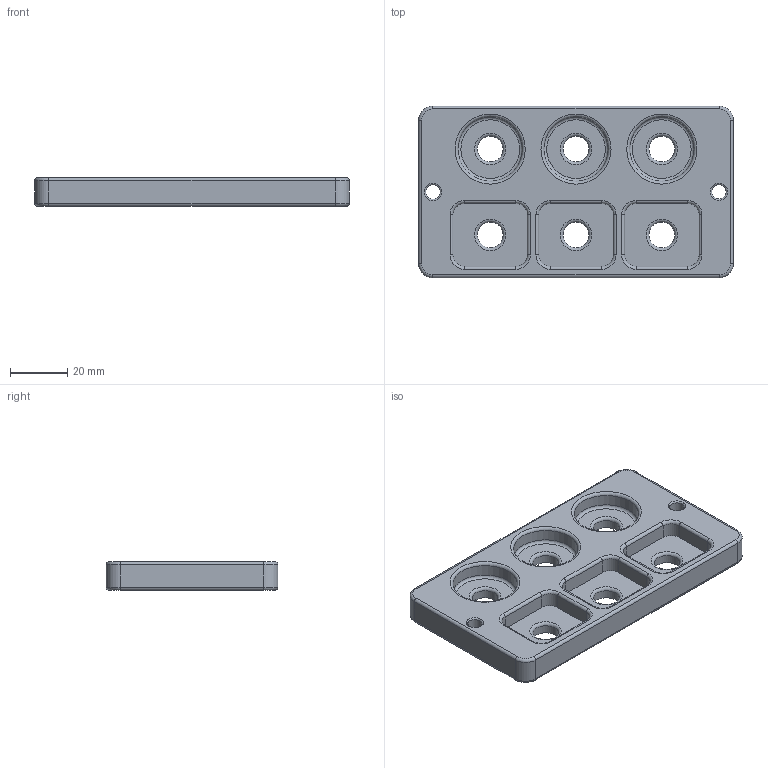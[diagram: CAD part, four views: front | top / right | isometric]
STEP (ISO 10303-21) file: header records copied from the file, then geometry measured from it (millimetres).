
FILE_DESCRIPTION(/* description */ ('','CAx-IF Rec.Pracs.---Representation and Presentation of Product Manufacturing Information (PMI)---4.0---2014-10-13'),/* implementation_level */ '2;1');
FILE_NAME(/* name */ 'Tray v2.step',/* time_stamp */ '2024-11-28T21:12:00+08:00',/* author */ (''),/* organization */ (''),/* preprocessor_version */ 'ST-DEVELOPER v20',/* originating_system */ 'Autodesk Translation Framework v13.20.0.188',/* authorisation */ '');
FILE_SCHEMA (('AP242_MANAGED_MODEL_BASED_3D_ENGINEERING_MIM_LF { 1 0 10303 442 1 1 4 }'));
Length unit declared in the file: millimetre
Products named in the file (1): Tray
Bounding box: 110 x 60 x 10 mm (x, y, z)
Volume: 46405.5 mm3; surface area: 18829.6 mm2
Topology: 1 solids, 1 shells, 107 faces, 255 edges, 156 vertices
Faces by surface type: cylinder 47, torus 36, plane 24
Full cylindrical faces by diameter (mm): 5.035 x2, 9 x6, 22.5 x3
Entity records: 3198 total; most frequent: DIRECTION 631, CARTESIAN_POINT 519, ORIENTED_EDGE 510, AXIS2_PLACEMENT_3D 268, EDGE_CURVE 255, CIRCLE 160, VERTEX_POINT 156, EDGE_LOOP 129
